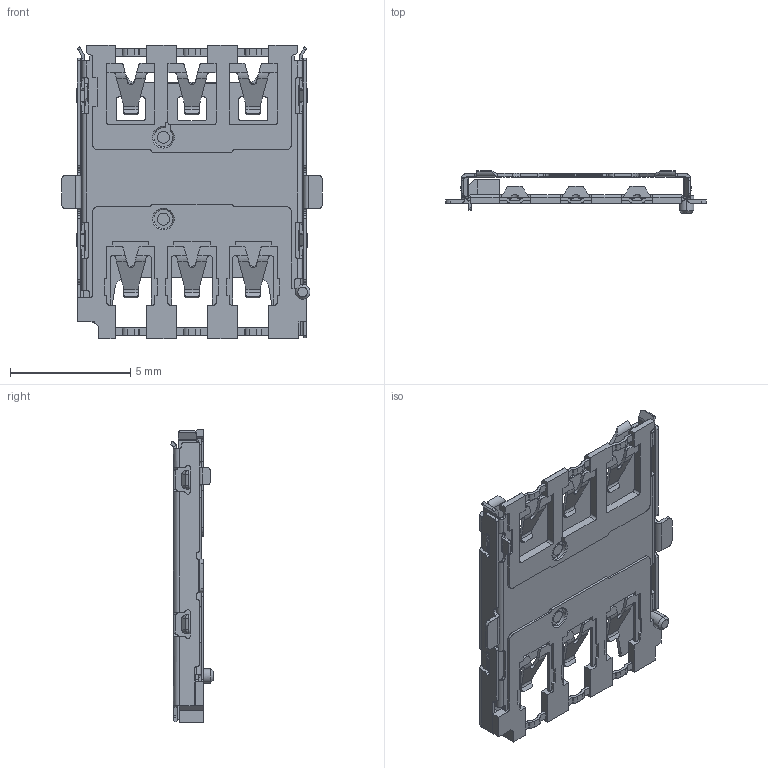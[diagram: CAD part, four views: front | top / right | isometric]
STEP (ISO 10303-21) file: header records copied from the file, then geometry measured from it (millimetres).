
FILE_DESCRIPTION(('STEP AP242'),'1');
FILE_NAME('sim8051-6-0-14-01-a.stp','2024-02-28T13:05:38',('TraceParts'),('TraceParts S.A.'),'Spatial InterOp 3D',' ',' ');
FILE_SCHEMA(('AP242_MANAGED_MODEL_BASED_3D_ENGINEERING_MIM_LF {1 0 10303 442 1 1 4}'));
Length unit declared in the file: millimetre
Products named in the file (1): sim8051-6-0-14-01-a
Bounding box: 10.84 x 1.75 x 12.2 mm (x, y, z)
Volume: 38 mm3; surface area: 465.1 mm2
Topology: 1 solids, 1 shells, 1026 faces, 2906 edges, 1843 vertices
Faces by surface type: plane 575, cylinder 374, bspline 62, cone 15
Entity records: 43238 total; most frequent: CARTESIAN_POINT 9768, ORIENTED_EDGE 5796, DIRECTION 4506, EDGE_CURVE 2898, LINE 1962, VECTOR 1962, VERTEX_POINT 1843, AXIS2_PLACEMENT_3D 1272
